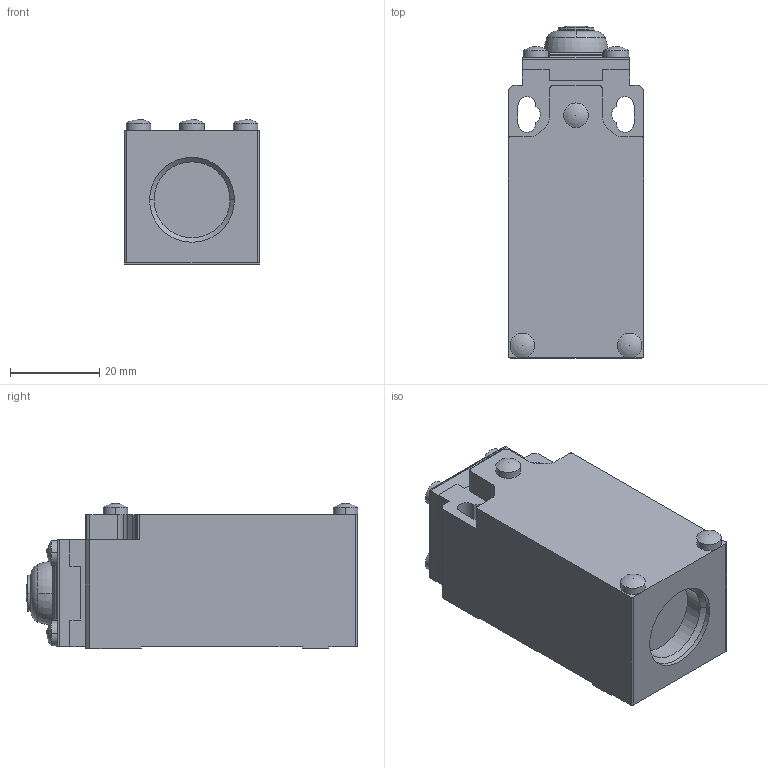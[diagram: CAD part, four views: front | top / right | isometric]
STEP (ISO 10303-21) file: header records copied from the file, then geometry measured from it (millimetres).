
FILE_DESCRIPTION (( 'STEP AP214' ), '1' );
FILE_NAME ('AAM2T14Z11.step', '2019-09-05T21:19:00', ( '' ), ( '' ), 'SwSTEP 2.0', 'SolidWorks 2018', '' );
FILE_SCHEMA (( 'AUTOMOTIVE_DESIGN' ));
Length unit declared in the file: inch
Products named in the file (1): AAM2T14Z11
Bounding box: 30.3 x 74.3 x 32.5 mm (x, y, z)
Volume: 56153.2 mm3; surface area: 13528.6 mm2
Topology: 4 solids, 4 shells, 194 faces, 516 edges, 336 vertices
Faces by surface type: cylinder 86, plane 85, sphere 13, torus 8, cone 2
Entity records: 8631 total; most frequent: DIRECTION 1090, CARTESIAN_POINT 1062, ORIENTED_EDGE 1020, EDGE_CURVE 510, AXIS2_PLACEMENT_3D 393, VERTEX_POINT 333, VECTOR 304, LINE 304
